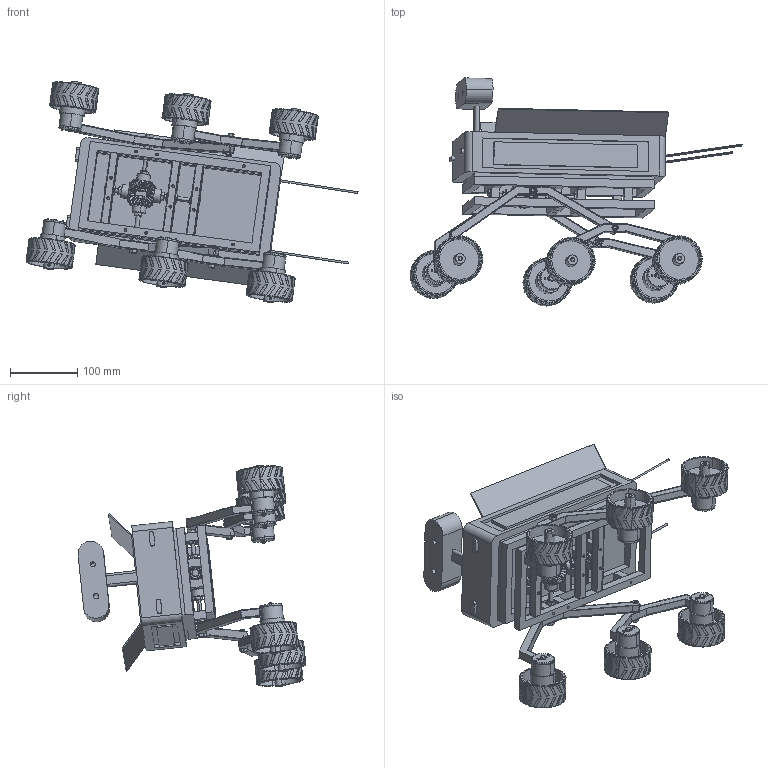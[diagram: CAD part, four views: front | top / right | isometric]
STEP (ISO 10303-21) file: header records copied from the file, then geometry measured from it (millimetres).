
FILE_DESCRIPTION (( 'STEP AP203' ), '1' );
FILE_NAME ('RoverAssembly.STEP', '2020-12-24T06:10:58', ( '' ), ( '' ), 'SwSTEP 2.0', 'SolidWorks 2020', '' );
FILE_SCHEMA (( 'CONFIG_CONTROL_DESIGN' ));
Length unit declared in the file: millimetre
Products named in the file (23): gearbox; motorshaft; wheelrim; ballbearing; Part1^RoverAssembly; Plate; motor12v; rockerC; tyre; spacers; barbar; Part3^RoverAssembly; straight bevel gear_am_Metric - Straight bevel gear 2M 16GT 12PT 20PA 13FW ---16O20H25MD6N; RoverAssembly; long screw; Part2_Default<As Machined>; khudkanut; prevailing torque hex nut_am_AM-M5-N; Solar panels; hex bolt_am_B18.2.3.5M - Hex bolt M6 x 1.0 x 40 --18N; rockerP; oval head_am_B18.6.7M - M4 x 0.7 x 30 Type I Cross Recessed OHMS --30N; Part2^RoverAssembly
Assembly tree (90 placements, depth 2):
  Part1^RoverAssembly
  Part3^RoverAssembly
  RoverAssembly
    Part2_Default<As Machined>  x3
    spacers  x12
    ballbearing  x5
    straight bevel gear_am_Metric - Straight bevel gear 2M 16GT 12PT 20PA 13FW ---16O20H25MD6N  x4
    long screw  x3
    hex bolt_am_B18.2.3.5M - Hex bolt M6 x 1.0 x 40 --18N
    khudkanut  x16
    rockerC  x2
    rockerP  x2
    oval head_am_B18.6.7M - M4 x 0.7 x 30 Type I Cross Recessed OHMS --30N  x2
    prevailing torque hex nut_am_AM-M5-N  x2
    gearbox  x6
    motor12v  x6
    tyre  x6
    wheelrim  x6
    motorshaft  x6
    barbar  x6
    Plate
    Solar panels
  Part2^RoverAssembly
Bounding box: 492.4 x 338.1 x 327.9 mm (x, y, z)
Volume: 2268802.7 mm3; surface area: 963677.5 mm2
Topology: 90 solids, 90 shells, 3604 faces, 9590 edges, 6316 vertices
Faces by surface type: plane 2148, cylinder 760, bspline 348, cone 198, torus 146, sphere 4
Entity records: 31254 total; most frequent: CARTESIAN_POINT 7886, ORIENTED_EDGE 4096, DIRECTION 3826, EDGE_CURVE 2048, AXIS2_PLACEMENT_3D 1348, VERTEX_POINT 1346, VECTOR 1130, LINE 1130
